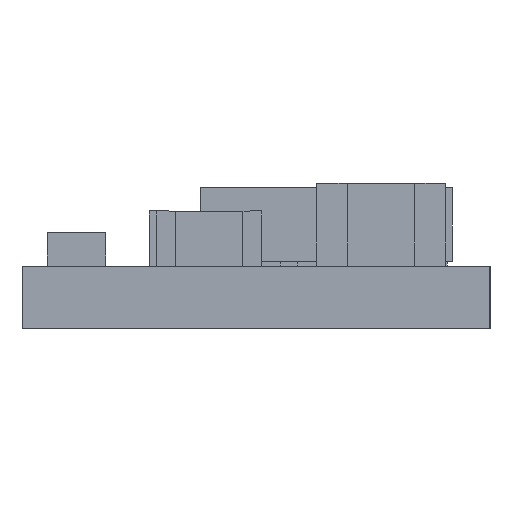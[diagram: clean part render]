
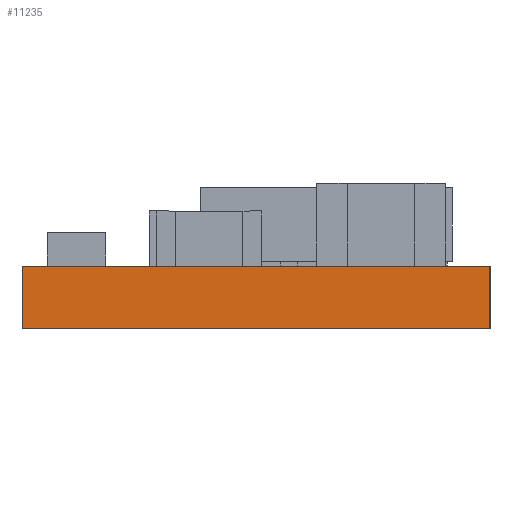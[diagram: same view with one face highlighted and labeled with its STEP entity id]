
A CAD part, left-side view. The second image highlights one B-rep face of the part: STEP entity #11235.
In plain terms, the highlighted planar face has unit normal (-1, 0, 0).
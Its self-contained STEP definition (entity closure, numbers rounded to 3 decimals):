
#585 = CARTESIAN_POINT ( 'NONE',  ( 0., 7.62, 1.016 ) ) ;
#1895 = DIRECTION ( 'NONE',  ( 0., -1., 0. ) ) ;
#2618 = VECTOR ( 'NONE', #10828, 1000. ) ;
#2767 = CARTESIAN_POINT ( 'NONE',  ( 0., 7.62, 1.016 ) ) ;
#3704 = DIRECTION ( 'NONE',  ( 1., 0., 0. ) ) ;
#4177 = VECTOR ( 'NONE', #29815, 1000. ) ;
#4889 = VECTOR ( 'NONE', #1895, 1000. ) ;
#5631 = CARTESIAN_POINT ( 'NONE',  ( 0., 7.62, 1.016 ) ) ;
#7203 = ORIENTED_EDGE ( 'NONE', *, *, #30051, .F. ) ;
#10828 = DIRECTION ( 'NONE',  ( 0., 0., -1. ) ) ;
#11155 = DIRECTION ( 'NONE',  ( 0., 0., -1. ) ) ;
#11235 = ADVANCED_FACE ( 'NONE', ( #18573 ), #28821, .F. ) ;
#11929 = AXIS2_PLACEMENT_3D ( 'NONE', #585, #3704, #11155 ) ;
#12267 = CARTESIAN_POINT ( 'NONE',  ( 0., 7.62, 0. ) ) ;
#13808 = LINE ( 'NONE', #12267, #4889 ) ;
#14600 = LINE ( 'NONE', #20078, #4177 ) ;
#15035 = EDGE_LOOP ( 'NONE', ( #29677, #7203, #15508, #19724 ) ) ;
#15096 = EDGE_CURVE ( 'NONE', #20110, #31994, #13808, .T. ) ;
#15508 = ORIENTED_EDGE ( 'NONE', *, *, #26459, .F. ) ;
#16687 = CARTESIAN_POINT ( 'NONE',  ( 0., 0., 0. ) ) ;
#18573 = FACE_OUTER_BOUND ( 'NONE', #15035, .T. ) ;
#18680 = CARTESIAN_POINT ( 'NONE',  ( 0., 0., 1.016 ) ) ;
#19724 = ORIENTED_EDGE ( 'NONE', *, *, #31590, .T. ) ;
#20078 = CARTESIAN_POINT ( 'NONE',  ( 0., 7.62, 1.016 ) ) ;
#20110 = VERTEX_POINT ( 'NONE', #30481 ) ;
#23229 = CARTESIAN_POINT ( 'NONE',  ( 0., 0., 1.016 ) ) ;
#23547 = VERTEX_POINT ( 'NONE', #23229 ) ;
#24051 = VERTEX_POINT ( 'NONE', #5631 ) ;
#25936 = LINE ( 'NONE', #18680, #27008 ) ;
#26459 = EDGE_CURVE ( 'NONE', #24051, #23547, #14600, .T. ) ;
#27008 = VECTOR ( 'NONE', #28434, 1000. ) ;
#28338 = LINE ( 'NONE', #2767, #2618 ) ;
#28434 = DIRECTION ( 'NONE',  ( 0., 0., -1. ) ) ;
#28821 = PLANE ( 'NONE',  #11929 ) ;
#29677 = ORIENTED_EDGE ( 'NONE', *, *, #15096, .T. ) ;
#29815 = DIRECTION ( 'NONE',  ( 0., -1., 0. ) ) ;
#30051 = EDGE_CURVE ( 'NONE', #23547, #31994, #25936, .T. ) ;
#30481 = CARTESIAN_POINT ( 'NONE',  ( 0., 7.62, 0. ) ) ;
#31590 = EDGE_CURVE ( 'NONE', #24051, #20110, #28338, .T. ) ;
#31994 = VERTEX_POINT ( 'NONE', #16687 ) ;
